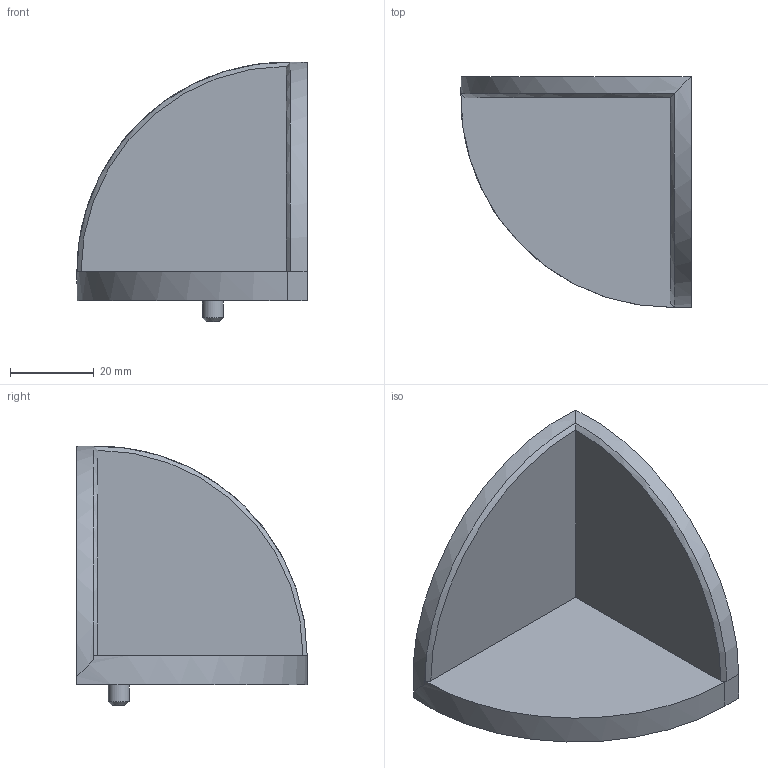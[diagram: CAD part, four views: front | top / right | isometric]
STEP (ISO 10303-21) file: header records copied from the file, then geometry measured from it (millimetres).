
FILE_DESCRIPTION(/* description */ (''),/* implementation_level */ '2;1');
FILE_NAME(/* name */ 'euro_box_corner_l.step',/* time_stamp */ '2019-11-20T10:59:20+01:00',/* author */ ('NILY'),/* organization */ (''),/* preprocessor_version */ 'ST-DEVELOPER v18',/* originating_system */ 'Autodesk Inventor 2020',/* authorisation */ '');
FILE_SCHEMA (('AUTOMOTIVE_DESIGN { 1 0 10303 214 3 1 1 }'));
Length unit declared in the file: millimetre
Products named in the file (1): euro_box_corner_l
Bounding box: 54.99 x 55 x 61.99 mm (x, y, z)
Volume: 38314.8 mm3; surface area: 14980.8 mm2
Topology: 1 solids, 1 shells, 16 faces, 36 edges, 23 vertices
Faces by surface type: plane 9, cylinder 4, cone 3
Full cylindrical faces by diameter (mm): 5 x1
Entity records: 494 total; most frequent: DIRECTION 83, CARTESIAN_POINT 82, ORIENTED_EDGE 72, EDGE_CURVE 36, AXIS2_PLACEMENT_3D 32, VERTEX_POINT 23, LINE 19, VECTOR 19
